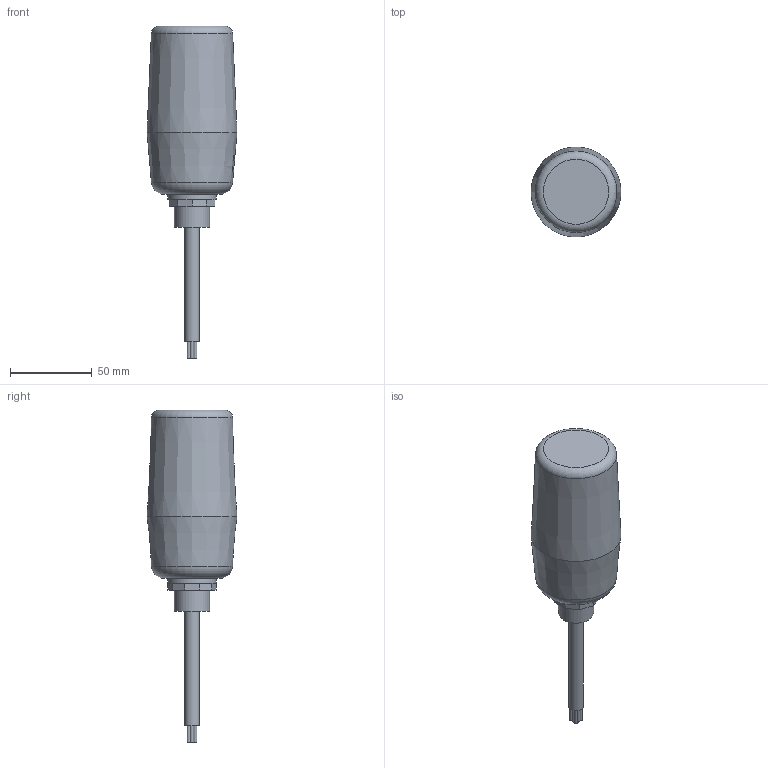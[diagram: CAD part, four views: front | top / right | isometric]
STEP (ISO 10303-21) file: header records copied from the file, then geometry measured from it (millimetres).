
FILE_DESCRIPTION((''),'2;1');
FILE_NAME('127244.stp','2020-01-08T08:20:38',('e.eickhoff'),(''),'Autodesk Inventor 2012','Autodesk Inventor 2012','');
FILE_SCHEMA(('AUTOMOTIVE_DESIGN { 1 0 10303 214 1 1 1 1 }'));
Length unit declared in the file: millimetre
Products named in the file (1): 127244
Bounding box: 55 x 55 x 203 mm (x, y, z)
Volume: 230110 mm3; surface area: 24567.4 mm2
Topology: 1 solids, 1 shells, 64 faces, 122 edges, 76 vertices
Faces by surface type: plane 41, cylinder 19, torus 2, cone 2
Full cylindrical faces by diameter (mm): 1.9 x9, 3 x7, 9 x1, 21.5 x1, 29.5 x1
Entity records: 1657 total; most frequent: CARTESIAN_POINT 440, DIRECTION 250, ORIENTED_EDGE 164, AXIS2_PLACEMENT_3D 110, EDGE_LOOP 106, EDGE_CURVE 82, FACE_OUTER_BOUND 64, ADVANCED_FACE 64
